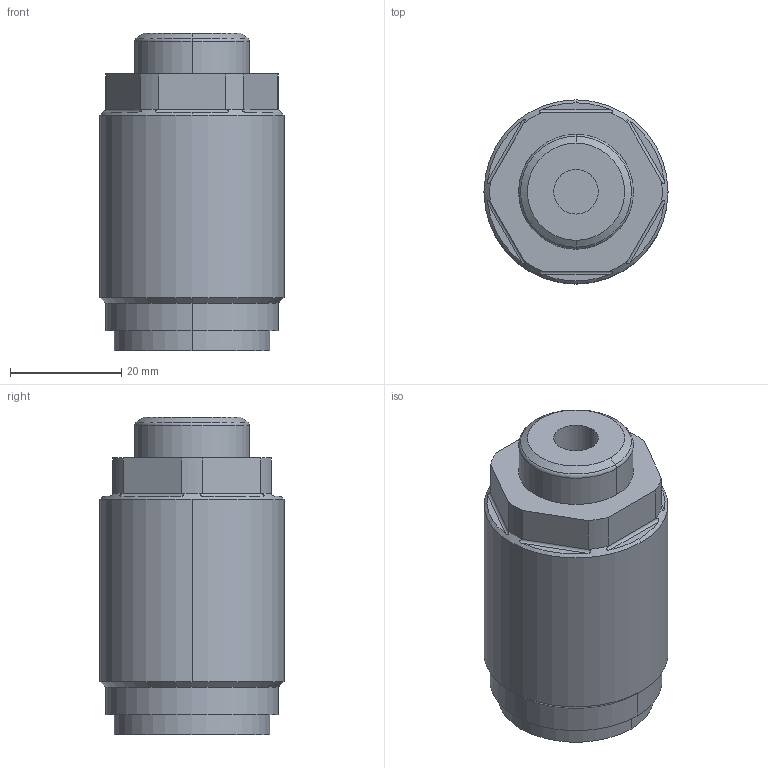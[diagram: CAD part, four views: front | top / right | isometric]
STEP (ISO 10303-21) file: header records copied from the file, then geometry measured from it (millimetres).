
FILE_DESCRIPTION((''),'2;1');
FILE_NAME('ILC10050906','2009-01-12T',('jdw'),(''),'PRO/ENGINEER BY PARAMETRIC TECHNOLOGY CORPORATION, 2007460','PRO/ENGINEER BY PARAMETRIC TECHNOLOGY CORPORATION, 2007460','');
FILE_SCHEMA(('AUTOMOTIVE_DESIGN_CC2 { 1 2 10303 214 -1 1 5 2 }'));
Length unit declared in the file: inch
Products named in the file (1): ILC10050906
Bounding box: 33.07 x 33.07 x 57.05 mm (x, y, z)
Volume: 42043.9 mm3; surface area: 7280.8 mm2
Topology: 1 solids, 1 shells, 47 faces, 108 edges, 66 vertices
Faces by surface type: cylinder 22, plane 17, cone 6, torus 2
Entity records: 1645 total; most frequent: CARTESIAN_POINT 403, DIRECTION 240, ORIENTED_EDGE 216, EDGE_CURVE 108, COLOUR_RGB 107, AXIS2_PLACEMENT_3D 97, VERTEX_POINT 66, EDGE_LOOP 50
